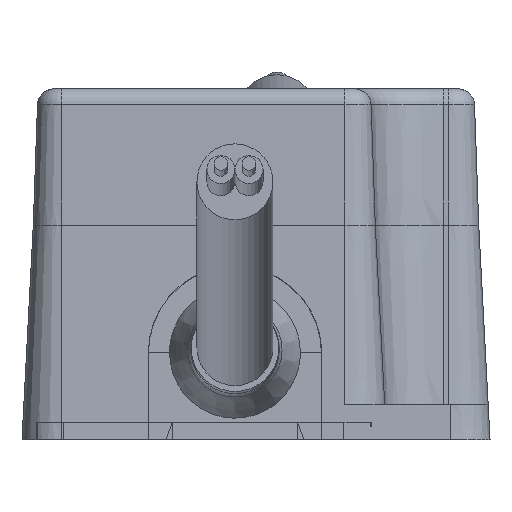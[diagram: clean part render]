
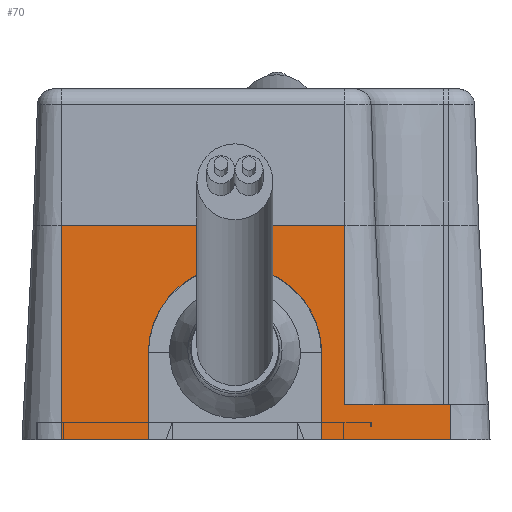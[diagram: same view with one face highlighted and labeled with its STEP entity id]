
A CAD part, left-side view. The second image highlights one B-rep face of the part: STEP entity #70.
In plain terms, the highlighted planar face has unit normal (-0.999, 0, 0.052).
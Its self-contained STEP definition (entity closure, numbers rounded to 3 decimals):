
#70=ADVANCED_FACE('',(#607),#609,.T.);
#607=FACE_BOUND('',#608,.T.);
#608=EDGE_LOOP('',(#3304,#3305,#3306,#3307,#3308,#3309,#3310,#3311,#3312,#3313,#3314,
#3315,#3316,#3317));
#609=PLANE('',#610);
#610=AXIS2_PLACEMENT_3D('',#611,#612,#613);
#611=CARTESIAN_POINT('',(-74.198,16.6,-32.405));
#612=DIRECTION('',(-0.999,0.,0.052));
#613=DIRECTION('',(0.,-1.,0.));
#3304=ORIENTED_EDGE('',*,*,#5297,.F.);
#3305=ORIENTED_EDGE('',*,*,#5291,.F.);
#3306=ORIENTED_EDGE('',*,*,#5301,.T.);
#3307=ORIENTED_EDGE('',*,*,#5300,.F.);
#3308=ORIENTED_EDGE('',*,*,#5295,.F.);
#3309=ORIENTED_EDGE('',*,*,#5302,.T.);
#3310=ORIENTED_EDGE('',*,*,#5303,.T.);
#3311=ORIENTED_EDGE('',*,*,#5304,.T.);
#3312=ORIENTED_EDGE('',*,*,#5305,.F.);
#3313=ORIENTED_EDGE('',*,*,#5306,.T.);
#3314=ORIENTED_EDGE('',*,*,#5307,.F.);
#3315=ORIENTED_EDGE('',*,*,#5308,.F.);
#3316=ORIENTED_EDGE('',*,*,#5309,.T.);
#3317=ORIENTED_EDGE('',*,*,#5310,.T.);
#5291=EDGE_CURVE('',#6322,#6324,#6325,.T.);
#5295=EDGE_CURVE('',#6330,#6332,#6333,.T.);
#5297=EDGE_CURVE('',#6324,#6335,#6336,.T.);
#5300=EDGE_CURVE('',#6332,#6338,#6340,.F.);
#5301=EDGE_CURVE('',#6322,#6338,#6341,.T.);
#5302=EDGE_CURVE('',#6330,#6342,#6343,.F.);
#5303=EDGE_CURVE('',#6342,#6344,#6345,.T.);
#5304=EDGE_CURVE('',#6344,#6346,#6347,.T.);
#5305=EDGE_CURVE('',#6348,#6346,#6349,.T.);
#5306=EDGE_CURVE('',#6348,#6350,#6351,.T.);
#5307=EDGE_CURVE('',#6352,#6350,#6353,.T.);
#5308=EDGE_CURVE('',#6354,#6352,#6355,.T.);
#5309=EDGE_CURVE('',#6354,#6356,#6357,.T.);
#5310=EDGE_CURVE('',#6356,#6335,#6358,.F.);
#6322=VERTEX_POINT('',#8169);
#6324=VERTEX_POINT('',#8173);
#6325=LINE('',#8174,#8175);
#6330=VERTEX_POINT('',#8185);
#6332=VERTEX_POINT('',#8189);
#6333=LINE('',#8190,#8191);
#6335=VERTEX_POINT('',#8196);
#6336=LINE('',#8197,#8198);
#6338=VERTEX_POINT('',#8203);
#6340=LINE('',#8207,#8208);
#6341=CIRCLE('',#8210,7.4);
#6342=VERTEX_POINT('',#8214);
#6343=LINE('',#8215,#8216);
#6344=VERTEX_POINT('',#8218);
#6345=LINE('',#8219,#8220);
#6346=VERTEX_POINT('',#8222);
#6347=LINE('',#8223,#8224);
#6348=VERTEX_POINT('',#8226);
#6349=LINE('',#8227,#8228);
#6350=VERTEX_POINT('',#8230);
#6351=LINE('',#8231,#8232);
#6352=VERTEX_POINT('',#8234);
#6353=LINE('',#8235,#8236);
#6354=VERTEX_POINT('',#8238);
#6355=LINE('',#8239,#8240);
#6356=VERTEX_POINT('',#8242);
#6357=LINE('',#8243,#8244);
#6358=LINE('',#8246,#8247);
#8169=CARTESIAN_POINT('',(-72.112,9.2,7.4));
#8173=CARTESIAN_POINT('',(-72.499,9.2,0.01));
#8174=CARTESIAN_POINT('',(-72.112,9.2,7.4));
#8175=VECTOR('',#8176,1.);
#8176=DIRECTION('',(-0.052,0.,-0.999));
#8185=CARTESIAN_POINT('',(-72.499,-4.096,0.01));
#8189=CARTESIAN_POINT('',(-72.499,-5.6,0.01));
#8190=CARTESIAN_POINT('',(-72.499,-4.096,0.01));
#8191=VECTOR('',#8192,1.);
#8192=DIRECTION('',(0.,-1.,0.));
#8196=CARTESIAN_POINT('',(-72.499,7.696,0.01));
#8197=CARTESIAN_POINT('',(-72.499,9.2,0.01));
#8198=VECTOR('',#8199,1.);
#8199=DIRECTION('',(0.,-1.,0.));
#8203=CARTESIAN_POINT('',(-72.112,-5.6,7.4));
#8207=CARTESIAN_POINT('',(-72.112,-5.6,7.4));
#8208=VECTOR('',#8209,1.);
#8209=DIRECTION('',(-0.052,0.,-0.999));
#8210=AXIS2_PLACEMENT_3D('',#8211,#8212,#8213);
#8211=CARTESIAN_POINT('',(-72.112,1.8,7.4));
#8212=DIRECTION('',(0.999,0.,-0.052));
#8213=DIRECTION('',(0.,1.,0.));
#8214=CARTESIAN_POINT('',(-72.5,-4.1,0.));
#8215=CARTESIAN_POINT('',(-72.5,-4.1,0.));
#8216=VECTOR('',#8217,1.);
#8217=DIRECTION('',(0.049,0.344,0.938));
#8218=CARTESIAN_POINT('',(-72.5,-16.6,0.));
#8219=CARTESIAN_POINT('',(-72.5,-4.1,0.));
#8220=VECTOR('',#8221,1.);
#8221=DIRECTION('',(0.,-1.,0.));
#8222=CARTESIAN_POINT('',(-72.343,-16.6,3.));
#8223=CARTESIAN_POINT('',(-72.5,-16.6,0.));
#8224=VECTOR('',#8225,1.);
#8225=DIRECTION('',(0.052,0.,0.999));
#8226=CARTESIAN_POINT('',(-72.343,-7.6,3.));
#8227=CARTESIAN_POINT('',(-72.343,-7.6,3.));
#8228=VECTOR('',#8229,1.);
#8229=DIRECTION('',(0.,-1.,0.));
#8230=CARTESIAN_POINT('',(-71.538,-7.6,18.356));
#8231=CARTESIAN_POINT('',(-72.343,-7.6,3.));
#8232=VECTOR('',#8233,1.);
#8233=DIRECTION('',(0.052,0.,0.999));
#8234=CARTESIAN_POINT('',(-71.538,16.6,18.356));
#8235=CARTESIAN_POINT('',(-71.538,16.6,18.356));
#8236=VECTOR('',#8237,1.);
#8237=DIRECTION('',(0.,-1.,0.));
#8238=CARTESIAN_POINT('',(-72.5,16.6,0.));
#8239=CARTESIAN_POINT('',(-72.5,16.6,0.));
#8240=VECTOR('',#8241,1.);
#8241=DIRECTION('',(0.052,0.,0.999));
#8242=CARTESIAN_POINT('',(-72.5,7.7,0.));
#8243=CARTESIAN_POINT('',(-72.5,16.6,0.));
#8244=VECTOR('',#8245,1.);
#8245=DIRECTION('',(0.,-1.,0.));
#8246=CARTESIAN_POINT('',(-72.499,7.696,0.01));
#8247=VECTOR('',#8248,1.);
#8248=DIRECTION('',(-0.049,0.344,-0.938));
